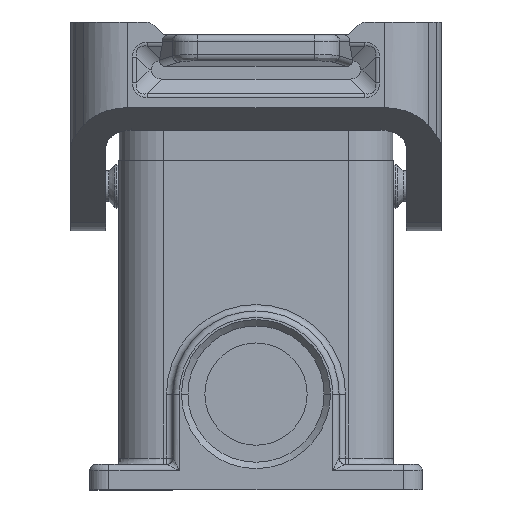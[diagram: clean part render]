
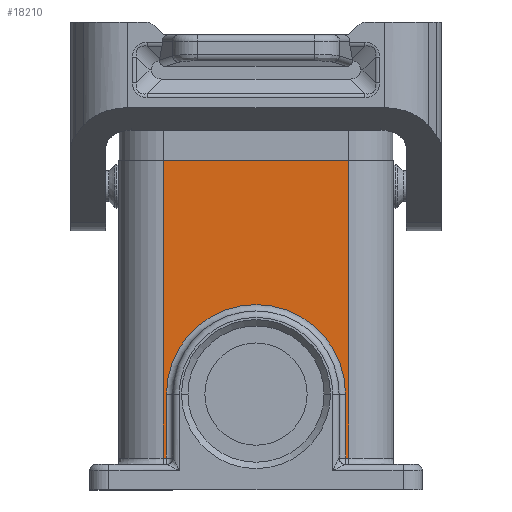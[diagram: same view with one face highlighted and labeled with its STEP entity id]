
A CAD part, left-side view. The second image highlights one B-rep face of the part: STEP entity #18210.
In plain terms, the highlighted face is planar.
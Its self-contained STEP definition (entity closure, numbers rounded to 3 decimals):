
#1170=CARTESIAN_POINT('',(56.325,3.407,0.));
#1180=VERTEX_POINT('',#1170);
#1210=CARTESIAN_POINT('',(0.,3.407,0.));
#1220=DIRECTION('',(-1.,0.,0.));
#1230=VECTOR('',#1220,1.);
#1240=LINE('',#1210,#1230);
#1250=CARTESIAN_POINT('',(27.325,3.407,0.));
#1260=VERTEX_POINT('',#1250);
#1270=EDGE_CURVE('',#1180,#1260,#1240,.T.);
#7560=CARTESIAN_POINT('',(27.825,3.407,-36.5));
#7570=VERTEX_POINT('',#7560);
#7600=CARTESIAN_POINT('',(41.825,3.407,-36.5));
#7610=DIRECTION('',(0.,-1.,0.));
#7620=DIRECTION('',(-1.,0.,0.));
#7630=AXIS2_PLACEMENT_3D('',#7600,#7610,#7620);
#7640=CIRCLE('',#7630,14.);
#7650=CARTESIAN_POINT('',(55.825,3.407,-36.5));
#7660=VERTEX_POINT('',#7650);
#7670=EDGE_CURVE('',#7660,#7570,#7640,.T.);
#15400=CARTESIAN_POINT('',(27.825,3.407,-46.5));
#15410=VERTEX_POINT('',#15400);
#15670=CARTESIAN_POINT('',(55.825,3.407,0.));
#15680=DIRECTION('',(0.,0.,-1.));
#15690=VECTOR('',#15680,1.);
#15700=LINE('',#15670,#15690);
#15710=CARTESIAN_POINT('',(55.825,3.407,-46.5));
#15720=VERTEX_POINT('',#15710);
#15730=EDGE_CURVE('',#7660,#15720,#15700,.T.);
#15980=CARTESIAN_POINT('',(27.825,3.407,0.));
#15990=DIRECTION('',(0.,0.,1.));
#16000=VECTOR('',#15990,1.);
#16010=LINE('',#15980,#16000);
#16020=EDGE_CURVE('',#15410,#7570,#16010,.T.);
#17820=CARTESIAN_POINT('',(0.,3.407,0.));
#17830=DIRECTION('',(-0.,-1.,-0.));
#17840=DIRECTION('',(-1.,0.,0.));
#17850=AXIS2_PLACEMENT_3D('',#17820,#17830,#17840);
#17860=PLANE('',#17850);
#17870=CARTESIAN_POINT('',(0.,3.407,-46.5));
#17880=DIRECTION('',(1.,0.,0.));
#17890=VECTOR('',#17880,1.);
#17900=LINE('',#17870,#17890);
#17910=CARTESIAN_POINT('',(56.325,3.407,-46.5));
#17920=VERTEX_POINT('',#17910);
#17930=EDGE_CURVE('',#15720,#17920,#17900,.T.);
#17940=ORIENTED_EDGE('',*,*,#17930,.T.);
#17950=ORIENTED_EDGE('',*,*,#15730,.T.);
#17960=ORIENTED_EDGE('',*,*,#7670,.F.);
#17970=ORIENTED_EDGE('',*,*,#16020,.T.);
#17980=CARTESIAN_POINT('',(0.,3.407,-46.5));
#17990=DIRECTION('',(1.,0.,0.));
#18000=VECTOR('',#17990,1.);
#18010=LINE('',#17980,#18000);
#18020=CARTESIAN_POINT('',(27.325,3.407,-46.5));
#18030=VERTEX_POINT('',#18020);
#18040=EDGE_CURVE('',#18030,#15410,#18010,.T.);
#18050=ORIENTED_EDGE('',*,*,#18040,.T.);
#18060=CARTESIAN_POINT('',(27.325,3.407,0.));
#18070=DIRECTION('',(0.,0.,1.));
#18080=VECTOR('',#18070,1.);
#18090=LINE('',#18060,#18080);
#18100=EDGE_CURVE('',#18030,#1260,#18090,.T.);
#18110=ORIENTED_EDGE('',*,*,#18100,.F.);
#18120=ORIENTED_EDGE('',*,*,#1270,.T.);
#18130=CARTESIAN_POINT('',(56.325,3.407,0.));
#18140=DIRECTION('',(0.,0.,-1.));
#18150=VECTOR('',#18140,1.);
#18160=LINE('',#18130,#18150);
#18170=EDGE_CURVE('',#1180,#17920,#18160,.T.);
#18180=ORIENTED_EDGE('',*,*,#18170,.F.);
#18190=EDGE_LOOP('',(#18180,#18120,#18110,#18050,#17970,#17960,#17950,
#17940));
#18200=FACE_OUTER_BOUND('',#18190,.T.);
#18210=ADVANCED_FACE('',(#18200),#17860,.T.);
